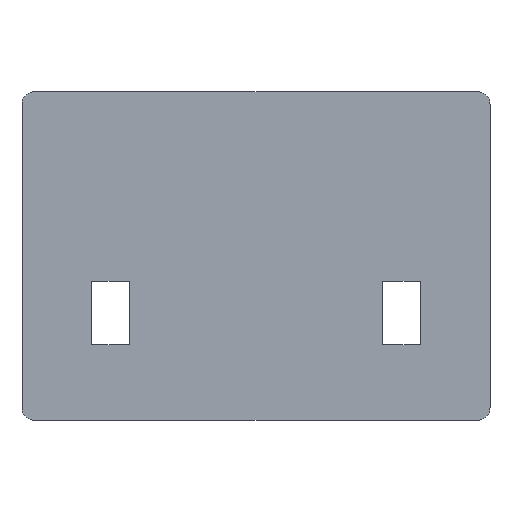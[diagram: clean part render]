
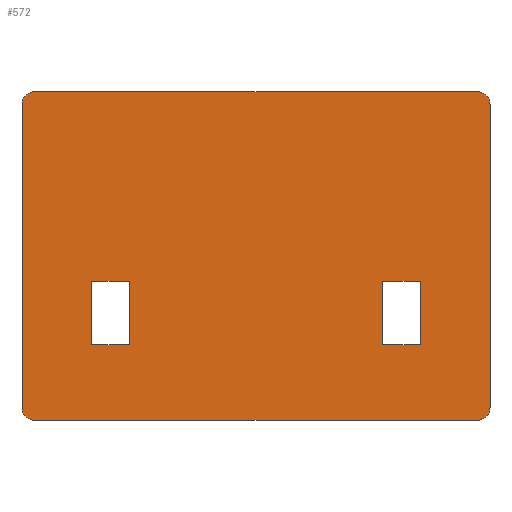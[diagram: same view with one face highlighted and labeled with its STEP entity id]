
A CAD part, top view. The second image highlights one B-rep face of the part: STEP entity #572.
In plain terms, the highlighted planar face has unit normal (0, 0, 1).
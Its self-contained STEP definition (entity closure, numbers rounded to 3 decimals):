
#36=CARTESIAN_POINT('Axis2P3D Location',(-35.,-24.,3.)) ;
#40=CARTESIAN_POINT('Vertex',(-35.,-26.,3.)) ;
#42=CARTESIAN_POINT('Vertex',(-37.,-24.,3.)) ;
#76=CARTESIAN_POINT('Line Origine',(-37.,0.,3.)) ;
#80=CARTESIAN_POINT('Vertex',(-37.,24.,3.)) ;
#107=CARTESIAN_POINT('Axis2P3D Location',(-35.,24.,3.)) ;
#111=CARTESIAN_POINT('Vertex',(-35.,26.,3.)) ;
#144=CARTESIAN_POINT('Vertex',(35.,26.,3.)) ;
#152=CARTESIAN_POINT('Line Origine',(0.,26.,3.)) ;
#169=CARTESIAN_POINT('Axis2P3D Location',(35.,24.,3.)) ;
#173=CARTESIAN_POINT('Vertex',(37.,24.,3.)) ;
#200=CARTESIAN_POINT('Line Origine',(37.,0.,3.)) ;
#204=CARTESIAN_POINT('Vertex',(37.,-24.,3.)) ;
#231=CARTESIAN_POINT('Axis2P3D Location',(35.,-24.,3.)) ;
#235=CARTESIAN_POINT('Vertex',(35.,-26.,3.)) ;
#267=CARTESIAN_POINT('Line Origine',(0.,-26.,3.)) ;
#284=CARTESIAN_POINT('Line Origine',(23.,-14.,3.)) ;
#288=CARTESIAN_POINT('Vertex',(20.,-14.,3.)) ;
#290=CARTESIAN_POINT('Vertex',(26.,-14.,3.)) ;
#330=CARTESIAN_POINT('Vertex',(26.,-4.,3.)) ;
#338=CARTESIAN_POINT('Line Origine',(26.,-9.,3.)) ;
#355=CARTESIAN_POINT('Line Origine',(23.,-4.,3.)) ;
#359=CARTESIAN_POINT('Vertex',(20.,-4.,3.)) ;
#391=CARTESIAN_POINT('Line Origine',(20.,-9.,3.)) ;
#408=CARTESIAN_POINT('Line Origine',(-26.,-9.,3.)) ;
#412=CARTESIAN_POINT('Vertex',(-26.,-4.,3.)) ;
#414=CARTESIAN_POINT('Vertex',(-26.,-14.,3.)) ;
#449=CARTESIAN_POINT('Vertex',(-20.,-14.,3.)) ;
#457=CARTESIAN_POINT('Line Origine',(-23.,-14.,3.)) ;
#474=CARTESIAN_POINT('Line Origine',(-20.,-9.,3.)) ;
#478=CARTESIAN_POINT('Vertex',(-20.,-4.,3.)) ;
#505=CARTESIAN_POINT('Line Origine',(-23.,-4.,3.)) ;
#545=CARTESIAN_POINT('Axis2P3D Location',(0.,0.,3.)) ;
#78=VECTOR('Line Direction',#77,1.) ;
#154=VECTOR('Line Direction',#153,1.) ;
#202=VECTOR('Line Direction',#201,1.) ;
#269=VECTOR('Line Direction',#268,1.) ;
#286=VECTOR('Line Direction',#285,1.) ;
#340=VECTOR('Line Direction',#339,1.) ;
#357=VECTOR('Line Direction',#356,1.) ;
#393=VECTOR('Line Direction',#392,1.) ;
#410=VECTOR('Line Direction',#409,1.) ;
#459=VECTOR('Line Direction',#458,1.) ;
#476=VECTOR('Line Direction',#475,1.) ;
#507=VECTOR('Line Direction',#506,1.) ;
#37=DIRECTION('Axis2P3D Direction',(0.,0.,-1.)) ;
#77=DIRECTION('Vector Direction',(0.,1.,0.)) ;
#108=DIRECTION('Axis2P3D Direction',(0.,0.,-1.)) ;
#153=DIRECTION('Vector Direction',(-1.,0.,0.)) ;
#170=DIRECTION('Axis2P3D Direction',(0.,0.,-1.)) ;
#201=DIRECTION('Vector Direction',(0.,-1.,0.)) ;
#232=DIRECTION('Axis2P3D Direction',(0.,0.,-1.)) ;
#268=DIRECTION('Vector Direction',(1.,0.,0.)) ;
#285=DIRECTION('Vector Direction',(1.,0.,0.)) ;
#339=DIRECTION('Vector Direction',(0.,-1.,0.)) ;
#356=DIRECTION('Vector Direction',(-1.,0.,0.)) ;
#392=DIRECTION('Vector Direction',(0.,1.,0.)) ;
#409=DIRECTION('Vector Direction',(0.,-1.,0.)) ;
#458=DIRECTION('Vector Direction',(-1.,0.,0.)) ;
#475=DIRECTION('Vector Direction',(0.,1.,0.)) ;
#506=DIRECTION('Vector Direction',(1.,0.,0.)) ;
#546=DIRECTION('Axis2P3D Direction',(0.,0.,-1.)) ;
#547=DIRECTION('Axis2P3D XDirection',(1.,0.,0.)) ;
#38=AXIS2_PLACEMENT_3D('Circle Axis2P3D',#36,#37,$) ;
#109=AXIS2_PLACEMENT_3D('Circle Axis2P3D',#107,#108,$) ;
#171=AXIS2_PLACEMENT_3D('Circle Axis2P3D',#169,#170,$) ;
#233=AXIS2_PLACEMENT_3D('Circle Axis2P3D',#231,#232,$) ;
#548=AXIS2_PLACEMENT_3D('Plane Axis2P3D',#545,#546,#547) ;
#79=LINE('Line',#76,#78) ;
#155=LINE('Line',#152,#154) ;
#203=LINE('Line',#200,#202) ;
#270=LINE('Line',#267,#269) ;
#287=LINE('Line',#284,#286) ;
#341=LINE('Line',#338,#340) ;
#358=LINE('Line',#355,#357) ;
#394=LINE('Line',#391,#393) ;
#411=LINE('Line',#408,#410) ;
#460=LINE('Line',#457,#459) ;
#477=LINE('Line',#474,#476) ;
#508=LINE('Line',#505,#507) ;
#39=CIRCLE('generated circle',#38,2.) ;
#110=CIRCLE('generated circle',#109,2.) ;
#172=CIRCLE('generated circle',#171,2.) ;
#234=CIRCLE('generated circle',#233,2.) ;
#549=PLANE('',#548) ;
#565=FACE_BOUND('',#560,.T.) ;
#571=FACE_BOUND('',#566,.T.) ;
#44=EDGE_CURVE('',#41,#43,#39,.T.) ;
#82=EDGE_CURVE('',#43,#81,#79,.T.) ;
#113=EDGE_CURVE('',#81,#112,#110,.T.) ;
#156=EDGE_CURVE('',#145,#112,#155,.T.) ;
#175=EDGE_CURVE('',#145,#174,#172,.T.) ;
#206=EDGE_CURVE('',#174,#205,#203,.T.) ;
#237=EDGE_CURVE('',#205,#236,#234,.T.) ;
#271=EDGE_CURVE('',#41,#236,#270,.T.) ;
#292=EDGE_CURVE('',#289,#291,#287,.T.) ;
#342=EDGE_CURVE('',#331,#291,#341,.T.) ;
#361=EDGE_CURVE('',#331,#360,#358,.T.) ;
#395=EDGE_CURVE('',#289,#360,#394,.T.) ;
#416=EDGE_CURVE('',#413,#415,#411,.T.) ;
#461=EDGE_CURVE('',#450,#415,#460,.T.) ;
#480=EDGE_CURVE('',#450,#479,#477,.T.) ;
#509=EDGE_CURVE('',#413,#479,#508,.T.) ;
#551=ORIENTED_EDGE('',*,*,#271,.T.) ;
#552=ORIENTED_EDGE('',*,*,#237,.F.) ;
#553=ORIENTED_EDGE('',*,*,#206,.F.) ;
#554=ORIENTED_EDGE('',*,*,#175,.F.) ;
#555=ORIENTED_EDGE('',*,*,#156,.T.) ;
#556=ORIENTED_EDGE('',*,*,#113,.F.) ;
#557=ORIENTED_EDGE('',*,*,#82,.F.) ;
#558=ORIENTED_EDGE('',*,*,#44,.F.) ;
#561=ORIENTED_EDGE('',*,*,#395,.T.) ;
#562=ORIENTED_EDGE('',*,*,#361,.F.) ;
#563=ORIENTED_EDGE('',*,*,#342,.T.) ;
#564=ORIENTED_EDGE('',*,*,#292,.F.) ;
#567=ORIENTED_EDGE('',*,*,#509,.T.) ;
#568=ORIENTED_EDGE('',*,*,#480,.F.) ;
#569=ORIENTED_EDGE('',*,*,#461,.T.) ;
#570=ORIENTED_EDGE('',*,*,#416,.F.) ;
#550=EDGE_LOOP('',(#551,#552,#553,#554,#555,#556,#557,#558)) ;
#560=EDGE_LOOP('',(#561,#562,#563,#564)) ;
#566=EDGE_LOOP('',(#567,#568,#569,#570)) ;
#41=VERTEX_POINT('',#40) ;
#43=VERTEX_POINT('',#42) ;
#81=VERTEX_POINT('',#80) ;
#112=VERTEX_POINT('',#111) ;
#145=VERTEX_POINT('',#144) ;
#174=VERTEX_POINT('',#173) ;
#205=VERTEX_POINT('',#204) ;
#236=VERTEX_POINT('',#235) ;
#289=VERTEX_POINT('',#288) ;
#291=VERTEX_POINT('',#290) ;
#331=VERTEX_POINT('',#330) ;
#360=VERTEX_POINT('',#359) ;
#413=VERTEX_POINT('',#412) ;
#415=VERTEX_POINT('',#414) ;
#450=VERTEX_POINT('',#449) ;
#479=VERTEX_POINT('',#478) ;
#572=ADVANCED_FACE('PartBody',(#559,#565,#571),#549,.F.) ;
#559=FACE_OUTER_BOUND('',#550,.T.) ;
